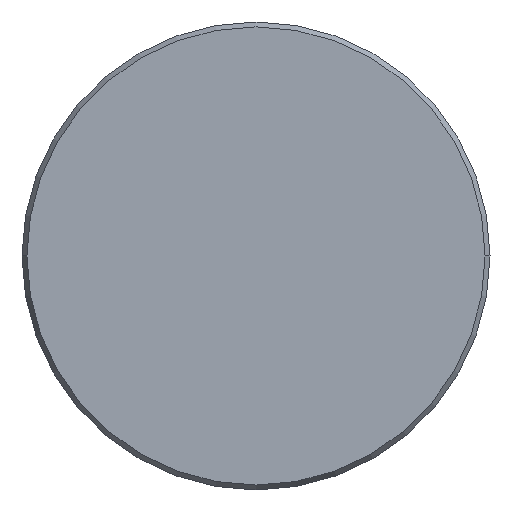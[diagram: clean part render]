
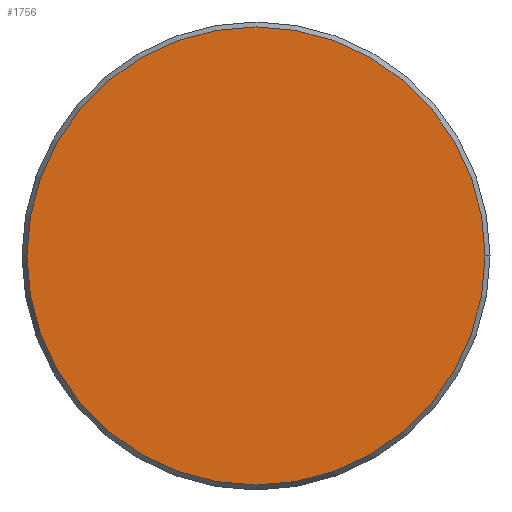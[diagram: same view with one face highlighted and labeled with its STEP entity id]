
A CAD part, top view. The second image highlights one B-rep face of the part: STEP entity #1756.
In plain terms, the highlighted planar face has unit normal (0, 0, 1).
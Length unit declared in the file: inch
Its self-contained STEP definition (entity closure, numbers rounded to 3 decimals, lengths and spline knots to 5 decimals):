
#52 = DIRECTION ( 'NONE',  ( 0., 0., -1. ) ) ;
#78 = DIRECTION ( 'NONE',  ( 0., 0., 1. ) ) ;
#193 = DIRECTION ( 'NONE',  ( 0., 0., 1. ) ) ;
#256 = CARTESIAN_POINT ( 'NONE',  ( 0.4036, 0.89548, 2.87212 ) ) ;
#389 = CIRCLE ( 'NONE', #1343, 0.69427 ) ;
#417 = EDGE_LOOP ( 'NONE', ( #1112, #633 ) ) ;
#434 = FACE_OUTER_BOUND ( 'NONE', #417, .T. ) ;
#610 = VERTEX_POINT ( 'NONE', #1127 ) ;
#633 = ORIENTED_EDGE ( 'NONE', *, *, #1279, .T. ) ;
#986 = DIRECTION ( 'NONE',  ( -1., 0., 0. ) ) ;
#1112 = ORIENTED_EDGE ( 'NONE', *, *, #1986, .T. ) ;
#1127 = CARTESIAN_POINT ( 'NONE',  ( -0.29067, 0.89548, 2.87212 ) ) ;
#1156 = DIRECTION ( 'NONE',  ( -1., 0., 0. ) ) ;
#1279 = EDGE_CURVE ( 'NONE', #1792, #610, #2330, .T. ) ;
#1310 = AXIS2_PLACEMENT_3D ( 'NONE', #1892, #52, #1156 ) ;
#1343 = AXIS2_PLACEMENT_3D ( 'NONE', #1827, #193, #2212 ) ;
#1371 = CARTESIAN_POINT ( 'NONE',  ( 1.09786, 0.89548, 2.87212 ) ) ;
#1425 = AXIS2_PLACEMENT_3D ( 'NONE', #256, #78, #986 ) ;
#1543 = PLANE ( 'NONE',  #1310 ) ;
#1756 = ADVANCED_FACE ( 'NONE', ( #434 ), #1543, .F. ) ;
#1792 = VERTEX_POINT ( 'NONE', #1371 ) ;
#1827 = CARTESIAN_POINT ( 'NONE',  ( 0.4036, 0.89548, 2.87212 ) ) ;
#1892 = CARTESIAN_POINT ( 'NONE',  ( 0.4036, 1.61048, 2.87212 ) ) ;
#1986 = EDGE_CURVE ( 'NONE', #610, #1792, #389, .T. ) ;
#2212 = DIRECTION ( 'NONE',  ( -1., 0., 0. ) ) ;
#2330 = CIRCLE ( 'NONE', #1425, 0.69427 ) ;
